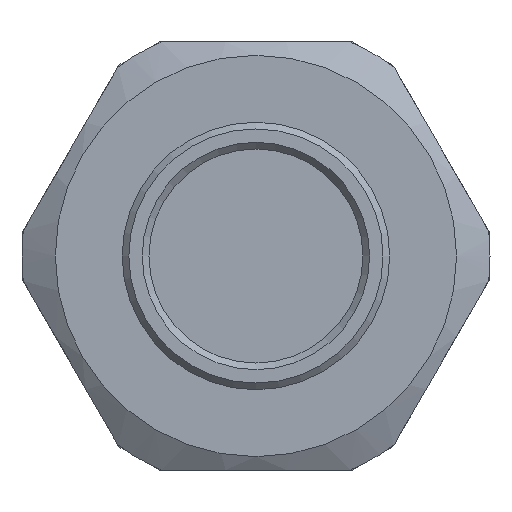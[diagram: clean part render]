
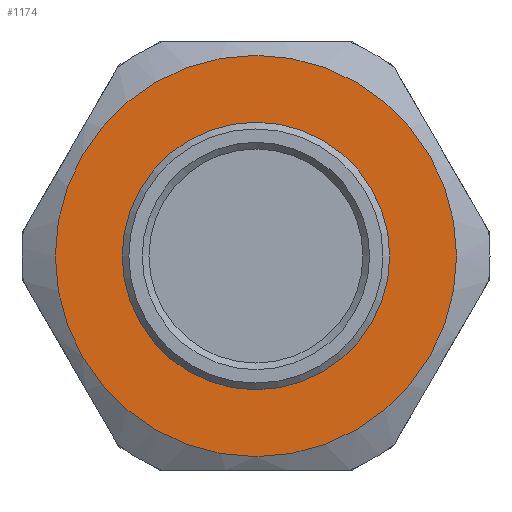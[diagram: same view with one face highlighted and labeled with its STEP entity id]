
A CAD part, front view. The second image highlights one B-rep face of the part: STEP entity #1174.
In plain terms, the highlighted planar face has unit normal (0, -1, 0).
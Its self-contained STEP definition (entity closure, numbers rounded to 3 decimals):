
#225=FACE_BOUND('',#342,.T.);
#270=FACE_OUTER_BOUND('',#341,.T.);
#341=EDGE_LOOP('',(#895));
#342=EDGE_LOOP('',(#896));
#405=CIRCLE('',#1302,9.5);
#406=CIRCLE('',#1304,15.);
#490=VERTEX_POINT('',#1930);
#491=VERTEX_POINT('',#1934);
#635=EDGE_CURVE('',#490,#490,#405,.T.);
#637=EDGE_CURVE('',#491,#491,#406,.T.);
#895=ORIENTED_EDGE('',*,*,#637,.F.);
#896=ORIENTED_EDGE('',*,*,#635,.T.);
#1051=PLANE('',#1303);
#1174=ADVANCED_FACE('',(#270,#225),#1051,.T.);
#1302=AXIS2_PLACEMENT_3D('',#1931,#1535,#1536);
#1303=AXIS2_PLACEMENT_3D('',#1933,#1538,#1539);
#1304=AXIS2_PLACEMENT_3D('',#1935,#1540,#1541);
#1535=DIRECTION('center_axis',(0.,1.,0.));
#1536=DIRECTION('ref_axis',(1.,0.,0.));
#1538=DIRECTION('center_axis',(0.,-1.,0.));
#1539=DIRECTION('ref_axis',(0.,0.,-1.));
#1540=DIRECTION('center_axis',(0.,1.,0.));
#1541=DIRECTION('ref_axis',(1.,0.,0.));
#1930=CARTESIAN_POINT('',(142.526,55.95,148.413));
#1931=CARTESIAN_POINT('Origin',(133.026,55.95,148.413));
#1933=CARTESIAN_POINT('Origin',(118.026,55.95,148.413));
#1934=CARTESIAN_POINT('',(148.026,55.95,148.413));
#1935=CARTESIAN_POINT('Origin',(133.026,55.95,148.413));
